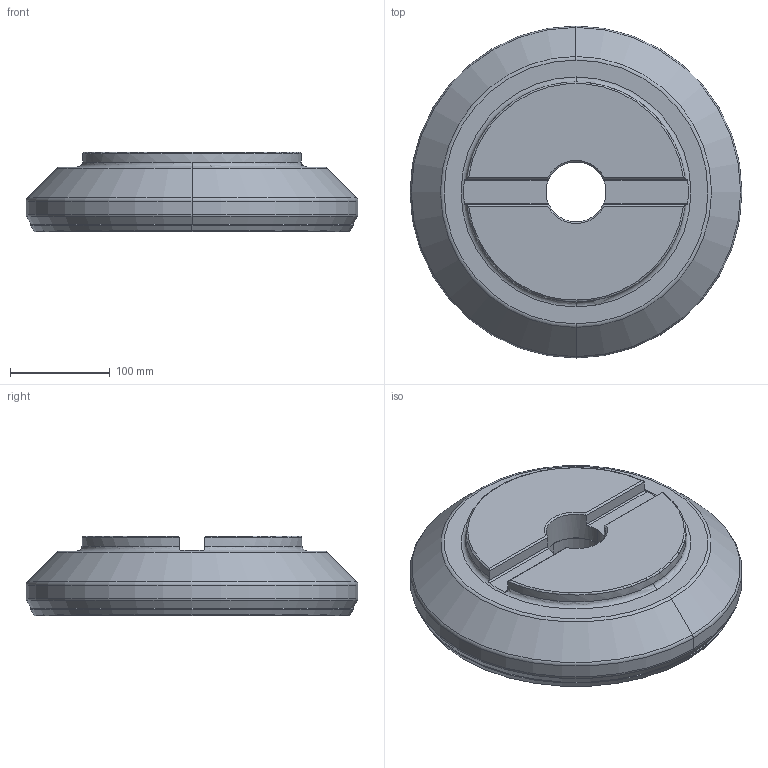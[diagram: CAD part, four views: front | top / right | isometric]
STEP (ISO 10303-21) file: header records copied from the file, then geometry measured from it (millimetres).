
FILE_DESCRIPTION((''),'2;1');
FILE_NAME('6MDK315R01','2022-03-10T',('ruebsamenm'),(''),'CREO PARAMETRIC BY PTC INC, 2017480','CREO PARAMETRIC BY PTC INC, 2017480','');
FILE_SCHEMA(('AUTOMOTIVE_DESIGN { 1 0 10303 214 1 1 1 1 }'));
Length unit declared in the file: millimetre
Products named in the file (3): NOCUT; CUT; 6MDK315R01
Assembly tree (2 placements, depth 2):
  6MDK315R01
    NOCUT
    CUT
Bounding box: 332 x 332 x 79.99 mm (x, y, z)
Volume: 4203511.2 mm3; surface area: 292337.2 mm2
Topology: 2 solids, 2 shells, 80 faces, 178 edges, 102 vertices
Faces by surface type: revolution 26, plane 16, torus 16, cylinder 12, cone 10
Entity records: 4438 total; most frequent: CARTESIAN_POINT 1818, DIRECTION 410, ORIENTED_EDGE 356, PRESENTATION_STYLE_ASSIGNMENT 199, STYLED_ITEM 199, CURVE_STYLE 197, EDGE_CURVE 178, AXIS2_PLACEMENT_3D 169
